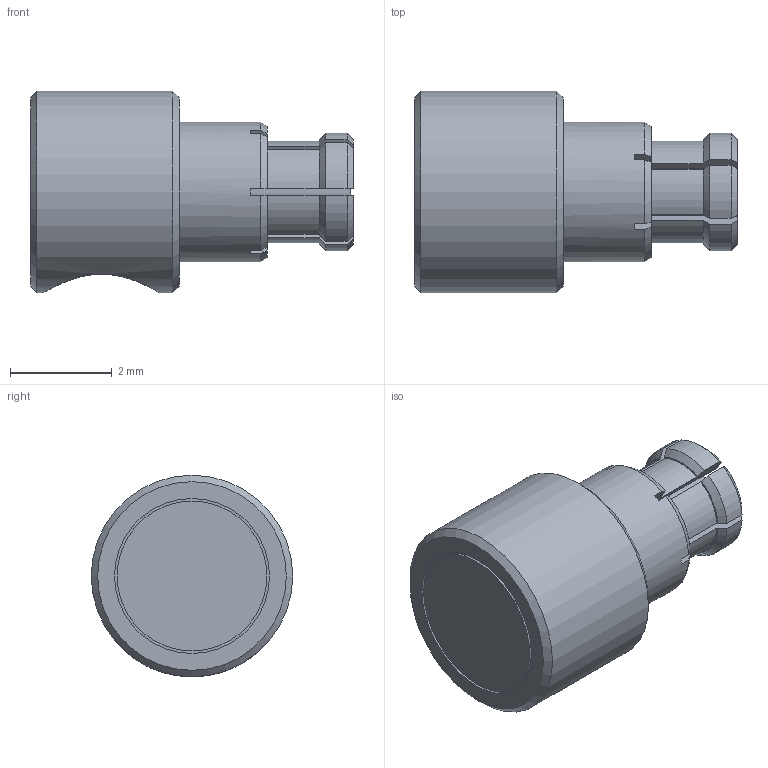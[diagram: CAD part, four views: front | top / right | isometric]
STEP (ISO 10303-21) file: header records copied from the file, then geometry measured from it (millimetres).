
FILE_DESCRIPTION (( 'STEP AP203' ), '1' );
FILE_NAME ('SC5433_3D.step', '2020-09-03T16:33:26', ( '' ), ( '' ), 'SwSTEP 2.0', 'SolidWorks 2018', '' );
FILE_SCHEMA (( 'CONFIG_CONTROL_DESIGN' ));
Length unit declared in the file: inch
Products named in the file (1): SC5433_3D
Bounding box: 6.35 x 3.96 x 3.96 mm (x, y, z)
Volume: 40.4 mm3; surface area: 121.3 mm2
Topology: 1 solids, 1 shells, 93 faces, 251 edges, 167 vertices
Faces by surface type: plane 45, cone 26, cylinder 19, bspline 3
Full cylindrical faces by diameter (mm): 1.651 x1, 2.032 x1, 2.286 x1, 2.742 x1, 2.946 x1, 3.048 x1, 3.962 x1
Entity records: 3392 total; most frequent: CARTESIAN_POINT 1079, ORIENTED_EDGE 470, DIRECTION 448, EDGE_CURVE 235, AXIS2_PLACEMENT_3D 176, VERTEX_POINT 163, EDGE_LOOP 112, FACE_OUTER_BOUND 103
